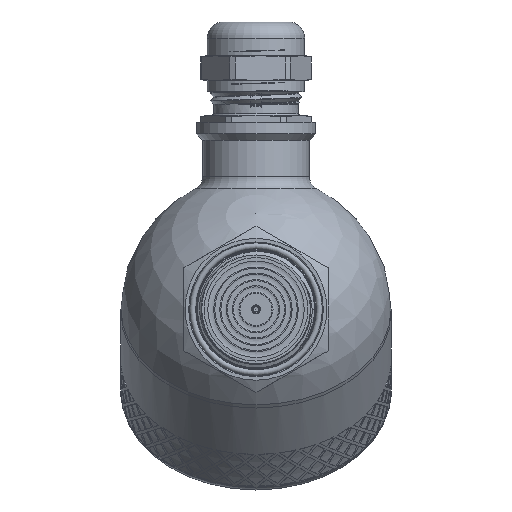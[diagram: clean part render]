
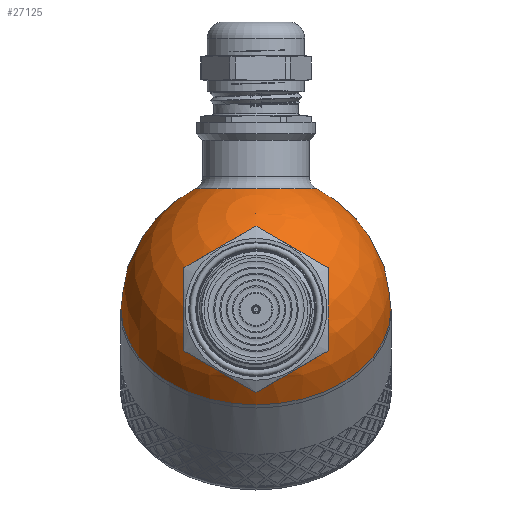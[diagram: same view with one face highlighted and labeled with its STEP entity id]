
A CAD part, left-side view. The second image highlights one B-rep face of the part: STEP entity #27125.
In plain terms, the highlighted spherical face has radius 30 mm.
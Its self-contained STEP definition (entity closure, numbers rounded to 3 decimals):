
#16=SPHERICAL_SURFACE('',#28910,30.);
#1140=FACE_BOUND('',#4283,.T.);
#1141=FACE_BOUND('',#4284,.T.);
#2510=FACE_OUTER_BOUND('',#4282,.T.);
#4282=EDGE_LOOP('',(#20808,#20809,#20810,#20811));
#4283=EDGE_LOOP('',(#20812));
#4284=EDGE_LOOP('',(#20813));
#5883=CIRCLE('',#28907,15.643);
#5886=CIRCLE('',#28911,30.);
#5887=CIRCLE('',#28912,30.);
#5888=CIRCLE('',#28913,30.);
#5889=CIRCLE('',#28914,13.5);
#11504=VERTEX_POINT('',#47851);
#11506=VERTEX_POINT('',#47857);
#11507=VERTEX_POINT('',#47858);
#11508=VERTEX_POINT('',#47860);
#11509=VERTEX_POINT('',#47863);
#14902=EDGE_CURVE('',#11504,#11504,#5883,.T.);
#14905=EDGE_CURVE('',#11506,#11507,#5886,.T.);
#14906=EDGE_CURVE('',#11506,#11508,#5887,.T.);
#14907=EDGE_CURVE('',#11507,#11506,#5888,.T.);
#14908=EDGE_CURVE('',#11509,#11509,#5889,.T.);
#20808=ORIENTED_EDGE('',*,*,#14905,.F.);
#20809=ORIENTED_EDGE('',*,*,#14906,.T.);
#20810=ORIENTED_EDGE('',*,*,#14906,.F.);
#20811=ORIENTED_EDGE('',*,*,#14907,.F.);
#20812=ORIENTED_EDGE('',*,*,#14902,.F.);
#20813=ORIENTED_EDGE('',*,*,#14908,.F.);
#27125=ADVANCED_FACE('',(#2510,#1140,#1141),#16,.T.);
#28907=AXIS2_PLACEMENT_3D('',#47852,#31300,#31301);
#28910=AXIS2_PLACEMENT_3D('',#47856,#31306,#31307);
#28911=AXIS2_PLACEMENT_3D('',#47859,#31308,#31309);
#28912=AXIS2_PLACEMENT_3D('',#47861,#31310,#31311);
#28913=AXIS2_PLACEMENT_3D('',#47862,#31312,#31313);
#28914=AXIS2_PLACEMENT_3D('',#47864,#31314,#31315);
#31300=DIRECTION('center_axis',(-0.707,0.,0.707));
#31301=DIRECTION('ref_axis',(0.707,0.,0.707));
#31306=DIRECTION('center_axis',(1.,0.,0.));
#31307=DIRECTION('ref_axis',(0.,-1.,0.));
#31308=DIRECTION('center_axis',(1.,0.,0.));
#31309=DIRECTION('ref_axis',(0.,1.,0.));
#31310=DIRECTION('center_axis',(0.,0.,1.));
#31311=DIRECTION('ref_axis',(0.,1.,0.));
#31312=DIRECTION('center_axis',(1.,0.,0.));
#31313=DIRECTION('ref_axis',(0.,1.,0.));
#31314=DIRECTION('center_axis',(-0.707,0.,-0.707));
#31315=DIRECTION('ref_axis',(-0.707,0.,0.707));
#47851=CARTESIAN_POINT('',(-29.162,0.,7.04));
#47852=CARTESIAN_POINT('Origin',(-18.101,0.,18.101));
#47856=CARTESIAN_POINT('Origin',(0.,0.,0.));
#47857=CARTESIAN_POINT('',(0.,30.,0.));
#47858=CARTESIAN_POINT('',(0.,-30.,0.));
#47859=CARTESIAN_POINT('Origin',(0.,0.,0.));
#47860=CARTESIAN_POINT('',(-30.,0.,0.));
#47861=CARTESIAN_POINT('Origin',(0.,0.,0.));
#47862=CARTESIAN_POINT('Origin',(0.,0.,0.));
#47863=CARTESIAN_POINT('',(-9.398,0.,-28.49));
#47864=CARTESIAN_POINT('Origin',(-18.944,0.,-18.944));
